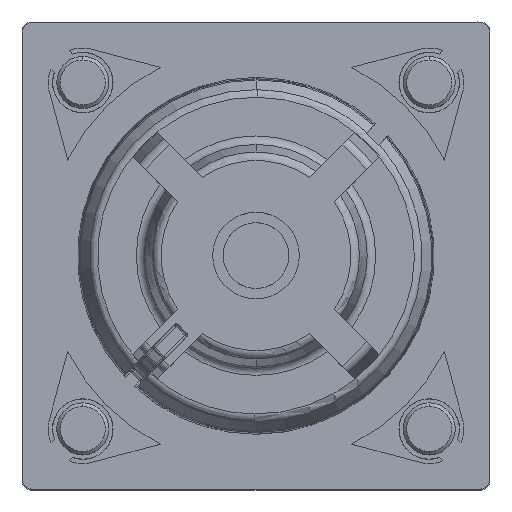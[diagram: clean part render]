
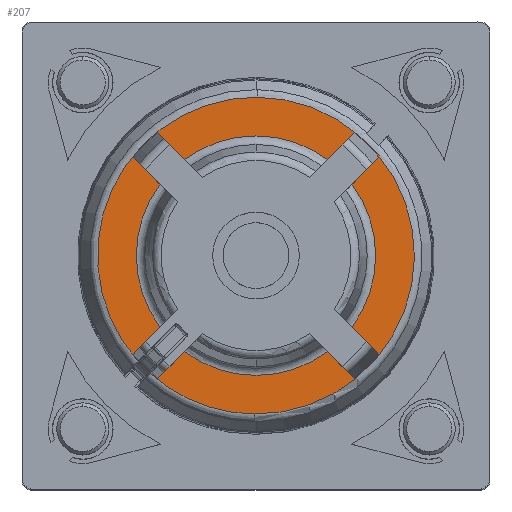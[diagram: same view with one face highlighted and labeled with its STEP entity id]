
A CAD part, top view. The second image highlights one B-rep face of the part: STEP entity #207.
In plain terms, the highlighted planar face has unit normal (0, 0, 1).
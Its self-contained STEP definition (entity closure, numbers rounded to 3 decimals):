
#207=ADVANCED_FACE('',(#751),#752,.F.);
#751=FACE_OUTER_BOUND('',#1681,.T.);
#752=PLANE('',#1682);
#1681=EDGE_LOOP('',(#3472,#3473,#3474,#3475,#3476,#3477,#3478,#3479,#3480,#3481,#3482,#3483,#3484,#3485,#3486,#3487,#3488,#3489,#3490,#3491,#3492,#3493));
#1682=AXIS2_PLACEMENT_3D('',#3494,#3495,#3496);
#3472=ORIENTED_EDGE('',*,*,#6473,.F.);
#3473=ORIENTED_EDGE('',*,*,#6290,.F.);
#3474=ORIENTED_EDGE('',*,*,#6506,.F.);
#3475=ORIENTED_EDGE('',*,*,#6508,.F.);
#3476=ORIENTED_EDGE('',*,*,#6509,.F.);
#3477=ORIENTED_EDGE('',*,*,#6510,.F.);
#3478=ORIENTED_EDGE('',*,*,#6511,.F.);
#3479=ORIENTED_EDGE('',*,*,#6512,.F.);
#3480=ORIENTED_EDGE('',*,*,#6513,.F.);
#3481=ORIENTED_EDGE('',*,*,#6514,.F.);
#3482=ORIENTED_EDGE('',*,*,#6515,.F.);
#3483=ORIENTED_EDGE('',*,*,#6516,.F.);
#3484=ORIENTED_EDGE('',*,*,#6517,.F.);
#3485=ORIENTED_EDGE('',*,*,#6518,.F.);
#3486=ORIENTED_EDGE('',*,*,#6519,.F.);
#3487=ORIENTED_EDGE('',*,*,#6520,.F.);
#3488=ORIENTED_EDGE('',*,*,#6521,.F.);
#3489=ORIENTED_EDGE('',*,*,#6522,.F.);
#3490=ORIENTED_EDGE('',*,*,#6523,.F.);
#3491=ORIENTED_EDGE('',*,*,#6524,.F.);
#3492=ORIENTED_EDGE('',*,*,#6478,.F.);
#3493=ORIENTED_EDGE('',*,*,#6292,.F.);
#3494=CARTESIAN_POINT('',(0.0,0.0,7.5));
#3495=DIRECTION('',(0.0,0.0,-1.0));
#3496=DIRECTION('',(0.0,-1.0,0.0));
#6290=EDGE_CURVE('',#7503,#7500,#7505,.T.);
#6292=EDGE_CURVE('',#7506,#7508,#7509,.T.);
#6473=EDGE_CURVE('',#7500,#7506,#7807,.T.);
#6478=EDGE_CURVE('',#7508,#7814,#7815,.T.);
#6506=EDGE_CURVE('',#7861,#7503,#7863,.T.);
#6508=EDGE_CURVE('',#7865,#7861,#7866,.T.);
#6509=EDGE_CURVE('',#7867,#7865,#7868,.T.);
#6510=EDGE_CURVE('',#7869,#7867,#7870,.T.);
#6511=EDGE_CURVE('',#7871,#7869,#7872,.T.);
#6512=EDGE_CURVE('',#7873,#7871,#7874,.T.);
#6513=EDGE_CURVE('',#7875,#7873,#7876,.T.);
#6514=EDGE_CURVE('',#7877,#7875,#7878,.T.);
#6515=EDGE_CURVE('',#7879,#7877,#7880,.T.);
#6516=EDGE_CURVE('',#7881,#7879,#7882,.T.);
#6517=EDGE_CURVE('',#7883,#7881,#7884,.T.);
#6518=EDGE_CURVE('',#7885,#7883,#7886,.T.);
#6519=EDGE_CURVE('',#7887,#7885,#7888,.T.);
#6520=EDGE_CURVE('',#7889,#7887,#7890,.T.);
#6521=EDGE_CURVE('',#7891,#7889,#7892,.T.);
#6522=EDGE_CURVE('',#7893,#7891,#7894,.T.);
#6523=EDGE_CURVE('',#7895,#7893,#7896,.T.);
#6524=EDGE_CURVE('',#7814,#7895,#7897,.T.);
#7500=VERTEX_POINT('',#9432);
#7503=VERTEX_POINT('',#9435);
#7505=CIRCLE('',#9443,9.145);
#7506=VERTEX_POINT('',#9444);
#7508=VERTEX_POINT('',#9446);
#7509=CIRCLE('',#9447,9.145);
#7807=CIRCLE('',#9919,9.145);
#7814=VERTEX_POINT('',#9937);
#7815=LINE('',#9938,#9939);
#7861=VERTEX_POINT('',#10022);
#7863=LINE('',#10029,#10030);
#7865=VERTEX_POINT('',#10032);
#7866=CIRCLE('',#10033,9.091);
#7867=VERTEX_POINT('',#10034);
#7868=LINE('',#10035,#10036);
#7869=VERTEX_POINT('',#10037);
#7870=CIRCLE('',#10038,6.91);
#7871=VERTEX_POINT('',#10039);
#7872=LINE('',#10040,#10041);
#7873=VERTEX_POINT('',#10042);
#7874=CIRCLE('',#10043,9.091);
#7875=VERTEX_POINT('',#10044);
#7876=LINE('',#10045,#10046);
#7877=VERTEX_POINT('',#10047);
#7878=CIRCLE('',#10048,6.91);
#7879=VERTEX_POINT('',#10049);
#7880=LINE('',#10050,#10051);
#7881=VERTEX_POINT('',#10052);
#7882=CIRCLE('',#10053,9.091);
#7883=VERTEX_POINT('',#10054);
#7884=LINE('',#10055,#10056);
#7885=VERTEX_POINT('',#10057);
#7886=CIRCLE('',#10058,6.91);
#7887=VERTEX_POINT('',#10059);
#7888=LINE('',#10060,#10061);
#7889=VERTEX_POINT('',#10062);
#7890=CIRCLE('',#10063,9.091);
#7891=VERTEX_POINT('',#10064);
#7892=LINE('',#10065,#10066);
#7893=VERTEX_POINT('',#10067);
#7894=CIRCLE('',#10068,6.91);
#7895=VERTEX_POINT('',#10069);
#7896=LINE('',#10070,#10071);
#7897=CIRCLE('',#10072,9.091);
#9432=CARTESIAN_POINT('',(0.085,9.145,7.5));
#9435=CARTESIAN_POINT('',(-6.811,-6.103,7.5));
#9443=AXIS2_PLACEMENT_3D('',#12484,#12485,#12486);
#9444=CARTESIAN_POINT('',(-0.085,-9.145,7.5));
#9446=CARTESIAN_POINT('',(-6.103,-6.811,7.5));
#9447=AXIS2_PLACEMENT_3D('',#12490,#12491,#12492);
#9919=AXIS2_PLACEMENT_3D('',#12792,#12793,#12794);
#9937=CARTESIAN_POINT('',(-6.065,-6.772,7.5));
#9938=CARTESIAN_POINT('',(-6.103,-6.811,7.5));
#9939=VECTOR('',#12799,0.055);
#10022=CARTESIAN_POINT('',(-6.772,-6.065,7.5));
#10029=CARTESIAN_POINT('',(-6.772,-6.065,7.5));
#10030=VECTOR('',#12842,0.055);
#10032=CARTESIAN_POINT('',(-7.096,-5.682,7.5));
#10033=AXIS2_PLACEMENT_3D('',#12846,#12847,#12848);
#10034=CARTESIAN_POINT('',(-5.542,-4.128,7.5));
#10035=CARTESIAN_POINT('',(-5.542,-4.128,7.5));
#10036=VECTOR('',#12849,2.198);
#10037=CARTESIAN_POINT('',(-5.542,4.128,7.5));
#10038=AXIS2_PLACEMENT_3D('',#12850,#12851,#12852);
#10039=CARTESIAN_POINT('',(-7.096,5.682,7.5));
#10040=CARTESIAN_POINT('',(-7.096,5.682,7.5));
#10041=VECTOR('',#12853,2.198);
#10042=CARTESIAN_POINT('',(-5.682,7.096,7.5));
#10043=AXIS2_PLACEMENT_3D('',#12854,#12855,#12856);
#10044=CARTESIAN_POINT('',(-4.128,5.542,7.5));
#10045=CARTESIAN_POINT('',(-4.128,5.542,7.5));
#10046=VECTOR('',#12857,2.198);
#10047=CARTESIAN_POINT('',(4.128,5.542,7.5));
#10048=AXIS2_PLACEMENT_3D('',#12858,#12859,#12860);
#10049=CARTESIAN_POINT('',(5.682,7.096,7.5));
#10050=CARTESIAN_POINT('',(5.682,7.096,7.5));
#10051=VECTOR('',#12861,2.198);
#10052=CARTESIAN_POINT('',(7.096,5.682,7.5));
#10053=AXIS2_PLACEMENT_3D('',#12862,#12863,#12864);
#10054=CARTESIAN_POINT('',(5.542,4.128,7.5));
#10055=CARTESIAN_POINT('',(5.542,4.128,7.5));
#10056=VECTOR('',#12865,2.198);
#10057=CARTESIAN_POINT('',(5.542,-4.128,7.5));
#10058=AXIS2_PLACEMENT_3D('',#12866,#12867,#12868);
#10059=CARTESIAN_POINT('',(7.096,-5.682,7.5));
#10060=CARTESIAN_POINT('',(7.096,-5.682,7.5));
#10061=VECTOR('',#12869,2.198);
#10062=CARTESIAN_POINT('',(5.682,-7.096,7.5));
#10063=AXIS2_PLACEMENT_3D('',#12870,#12871,#12872);
#10064=CARTESIAN_POINT('',(4.128,-5.542,7.5));
#10065=CARTESIAN_POINT('',(4.128,-5.542,7.5));
#10066=VECTOR('',#12873,2.198);
#10067=CARTESIAN_POINT('',(-4.128,-5.542,7.5));
#10068=AXIS2_PLACEMENT_3D('',#12874,#12875,#12876);
#10069=CARTESIAN_POINT('',(-5.682,-7.096,7.5));
#10070=CARTESIAN_POINT('',(-5.682,-7.096,7.5));
#10071=VECTOR('',#12877,2.198);
#10072=AXIS2_PLACEMENT_3D('',#12878,#12879,#12880);
#12484=CARTESIAN_POINT('',(0.0,0.0,7.5));
#12485=DIRECTION('',(-0.0,0.0,-1.0));
#12486=DIRECTION('',(-0.745,-0.667,0.0));
#12490=CARTESIAN_POINT('',(0.0,0.0,7.5));
#12491=DIRECTION('',(0.0,0.0,-1.0));
#12492=DIRECTION('',(0.009,1.,0.0));
#12792=CARTESIAN_POINT('',(0.0,0.0,7.5));
#12793=DIRECTION('',(0.0,0.0,-1.0));
#12794=DIRECTION('',(0.009,1.,0.0));
#12799=DIRECTION('',(0.707,0.707,0.));
#12842=DIRECTION('',(-0.707,-0.707,0.));
#12846=CARTESIAN_POINT('',(0.0,0.0,7.5));
#12847=DIRECTION('',(0.0,0.0,1.0));
#12848=DIRECTION('',(-0.781,-0.625,0.0));
#12849=DIRECTION('',(-0.707,-0.707,0.0));
#12850=CARTESIAN_POINT('',(0.0,0.0,7.5));
#12851=DIRECTION('',(0.0,0.0,1.0));
#12852=DIRECTION('',(-0.802,0.597,0.0));
#12853=DIRECTION('',(0.707,-0.707,0.0));
#12854=CARTESIAN_POINT('',(0.0,0.0,7.5));
#12855=DIRECTION('',(0.0,0.0,1.0));
#12856=DIRECTION('',(-0.625,0.781,0.0));
#12857=DIRECTION('',(-0.707,0.707,0.0));
#12858=CARTESIAN_POINT('',(0.0,0.0,7.5));
#12859=DIRECTION('',(0.0,-0.0,1.0));
#12860=DIRECTION('',(0.597,0.802,0.0));
#12861=DIRECTION('',(-0.707,-0.707,0.0));
#12862=CARTESIAN_POINT('',(0.0,0.0,7.5));
#12863=DIRECTION('',(0.0,-0.0,1.0));
#12864=DIRECTION('',(0.781,0.625,0.0));
#12865=DIRECTION('',(0.707,0.707,0.0));
#12866=CARTESIAN_POINT('',(0.0,0.0,7.5));
#12867=DIRECTION('',(0.0,0.0,1.0));
#12868=DIRECTION('',(0.802,-0.597,0.0));
#12869=DIRECTION('',(-0.707,0.707,0.0));
#12870=CARTESIAN_POINT('',(0.0,0.0,7.5));
#12871=DIRECTION('',(0.0,0.0,1.0));
#12872=DIRECTION('',(0.625,-0.781,0.0));
#12873=DIRECTION('',(0.707,-0.707,0.0));
#12874=CARTESIAN_POINT('',(0.0,0.0,7.5));
#12875=DIRECTION('',(0.0,0.0,1.0));
#12876=DIRECTION('',(-0.597,-0.802,0.0));
#12877=DIRECTION('',(0.707,0.707,0.0));
#12878=CARTESIAN_POINT('',(0.0,0.0,7.5));
#12879=DIRECTION('',(0.0,0.0,1.0));
#12880=DIRECTION('',(-0.667,-0.745,0.0));
